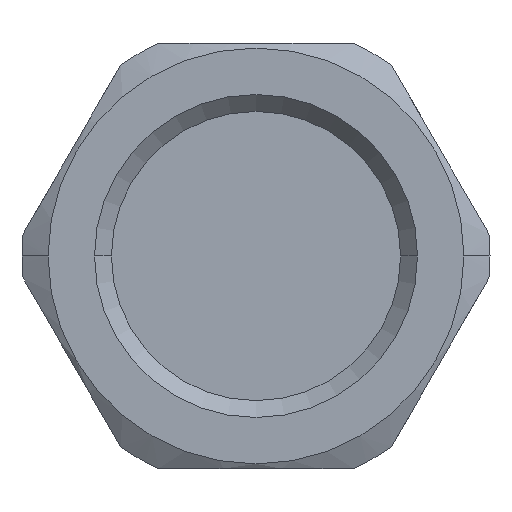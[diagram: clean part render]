
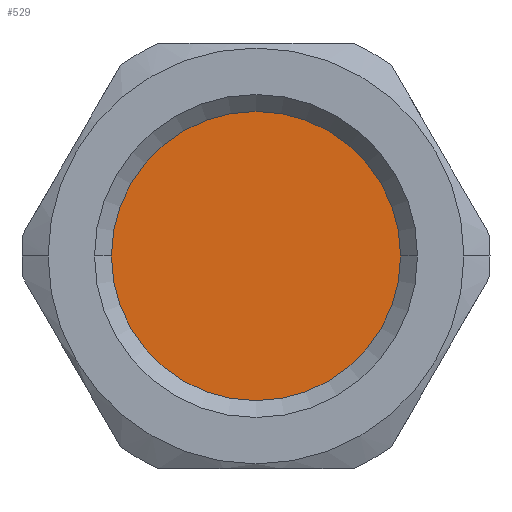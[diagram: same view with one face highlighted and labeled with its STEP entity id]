
A CAD part, left-side view. The second image highlights one B-rep face of the part: STEP entity #529.
In plain terms, the highlighted planar face has unit normal (-1, 0, 0).
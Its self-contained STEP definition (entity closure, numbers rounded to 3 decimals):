
#86 = PLANE ( 'NONE',  #1370 ) ;
#147 = DIRECTION ( 'NONE',  ( 0., 1., 0. ) ) ;
#213 = DIRECTION ( 'NONE',  ( 1., 0., 0. ) ) ;
#227 = CARTESIAN_POINT ( 'NONE',  ( -24.039, 0., 0. ) ) ;
#408 = AXIS2_PLACEMENT_3D ( 'NONE', #2327, #2430, #2330 ) ;
#437 = AXIS2_PLACEMENT_3D ( 'NONE', #751, #750, #752 ) ;
#529 = ADVANCED_FACE ( 'NONE', ( #1558 ), #86, .F. ) ;
#750 = DIRECTION ( 'NONE',  ( -1., 0., 0. ) ) ;
#751 = CARTESIAN_POINT ( 'NONE',  ( -24.039, 0., 0. ) ) ;
#752 = DIRECTION ( 'NONE',  ( 0., 1., 0. ) ) ;
#853 = CARTESIAN_POINT ( 'NONE',  ( -24.039, 7.475, 0. ) ) ;
#899 = CARTESIAN_POINT ( 'NONE',  ( -24.039, -7.475, 0. ) ) ;
#1133 = CIRCLE ( 'NONE', #408, 7.475 ) ;
#1173 = CIRCLE ( 'NONE', #437, 7.475 ) ;
#1268 = EDGE_CURVE ( 'NONE', #2671, #2627, #1173, .T. ) ;
#1339 = EDGE_CURVE ( 'NONE', #2627, #2671, #1133, .T. ) ;
#1370 = AXIS2_PLACEMENT_3D ( 'NONE', #227, #213, #147 ) ;
#1558 = FACE_OUTER_BOUND ( 'NONE', #1932, .T. ) ;
#1932 = EDGE_LOOP ( 'NONE', ( #2556, #2557 ) ) ;
#2327 = CARTESIAN_POINT ( 'NONE',  ( -24.039, 0., 0. ) ) ;
#2330 = DIRECTION ( 'NONE',  ( 0., 1., 0. ) ) ;
#2430 = DIRECTION ( 'NONE',  ( -1., 0., 0. ) ) ;
#2556 = ORIENTED_EDGE ( 'NONE', *, *, #1268, .T. ) ;
#2557 = ORIENTED_EDGE ( 'NONE', *, *, #1339, .T. ) ;
#2627 = VERTEX_POINT ( 'NONE', #899 ) ;
#2671 = VERTEX_POINT ( 'NONE', #853 ) ;
